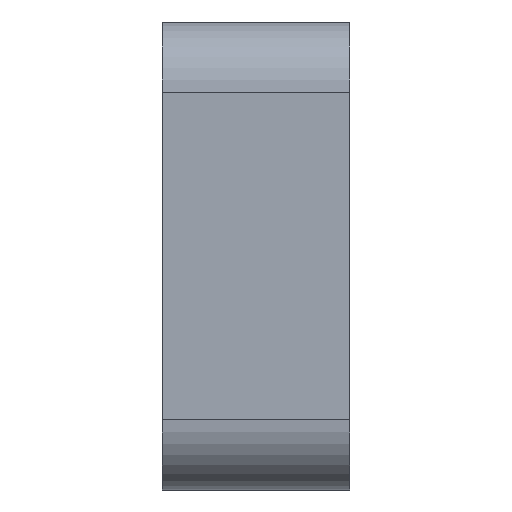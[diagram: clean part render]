
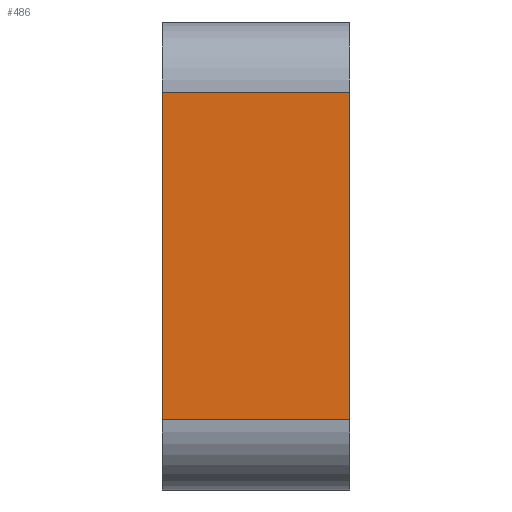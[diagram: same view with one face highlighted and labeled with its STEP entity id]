
A CAD part, left-side view. The second image highlights one B-rep face of the part: STEP entity #486.
In plain terms, the highlighted planar face has unit normal (-1, 0, 0).
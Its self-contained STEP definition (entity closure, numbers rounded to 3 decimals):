
#1 = FACE_OUTER_BOUND ( 'NONE', #44, .T. ) ;
#17 = LINE ( 'NONE', #410, #435 ) ;
#20 = EDGE_CURVE ( 'NONE', #494, #29, #17, .T. ) ;
#28 = PLANE ( 'NONE',  #409 ) ;
#29 = VERTEX_POINT ( 'NONE', #162 ) ;
#44 = EDGE_LOOP ( 'NONE', ( #393, #446, #100, #142 ) ) ;
#63 = CARTESIAN_POINT ( 'NONE',  ( -35., 0., 10. ) ) ;
#66 = DIRECTION ( 'NONE',  ( 0., 0., 1. ) ) ;
#83 = LINE ( 'NONE', #63, #477 ) ;
#92 = DIRECTION ( 'NONE',  ( 0., 0., 1. ) ) ;
#100 = ORIENTED_EDGE ( 'NONE', *, *, #20, .F. ) ;
#142 = ORIENTED_EDGE ( 'NONE', *, *, #170, .T. ) ;
#144 = DIRECTION ( 'NONE',  ( 0., 0., -1. ) ) ;
#162 = CARTESIAN_POINT ( 'NONE',  ( -35., 8., 7. ) ) ;
#170 = EDGE_CURVE ( 'NONE', #494, #362, #500, .T. ) ;
#174 = CARTESIAN_POINT ( 'NONE',  ( -35., 8., 7. ) ) ;
#177 = DIRECTION ( 'NONE',  ( 0., 1., 0. ) ) ;
#179 = CARTESIAN_POINT ( 'NONE',  ( -35., 8., -7. ) ) ;
#219 = VERTEX_POINT ( 'NONE', #222 ) ;
#222 = CARTESIAN_POINT ( 'NONE',  ( -35., 0., 7. ) ) ;
#280 = EDGE_CURVE ( 'NONE', #362, #219, #83, .T. ) ;
#310 = CARTESIAN_POINT ( 'NONE',  ( -35., 8., 10. ) ) ;
#311 = VECTOR ( 'NONE', #177, 1000. ) ;
#313 = DIRECTION ( 'NONE',  ( 1., 0., 0. ) ) ;
#329 = EDGE_CURVE ( 'NONE', #219, #29, #432, .T. ) ;
#362 = VERTEX_POINT ( 'NONE', #411 ) ;
#370 = VECTOR ( 'NONE', #458, 1000. ) ;
#393 = ORIENTED_EDGE ( 'NONE', *, *, #280, .T. ) ;
#409 = AXIS2_PLACEMENT_3D ( 'NONE', #310, #313, #144 ) ;
#410 = CARTESIAN_POINT ( 'NONE',  ( -35., 8., 10. ) ) ;
#411 = CARTESIAN_POINT ( 'NONE',  ( -35., 0., -7. ) ) ;
#432 = LINE ( 'NONE', #174, #311 ) ;
#435 = VECTOR ( 'NONE', #92, 1000. ) ;
#446 = ORIENTED_EDGE ( 'NONE', *, *, #329, .T. ) ;
#458 = DIRECTION ( 'NONE',  ( 0., -1., 0. ) ) ;
#466 = CARTESIAN_POINT ( 'NONE',  ( -35., 8., -7. ) ) ;
#477 = VECTOR ( 'NONE', #66, 1000. ) ;
#486 = ADVANCED_FACE ( 'NONE', ( #1 ), #28, .F. ) ;
#494 = VERTEX_POINT ( 'NONE', #179 ) ;
#500 = LINE ( 'NONE', #466, #370 ) ;
